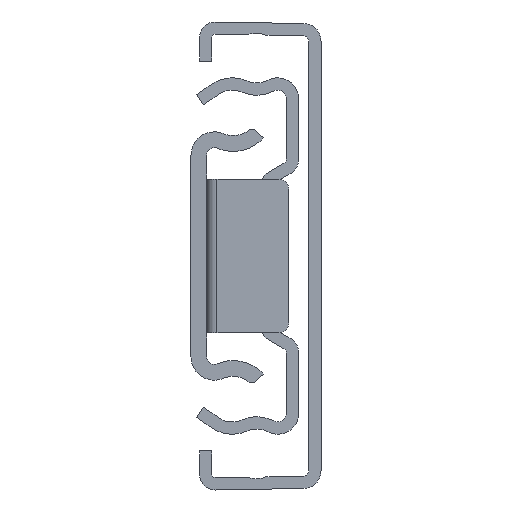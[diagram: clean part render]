
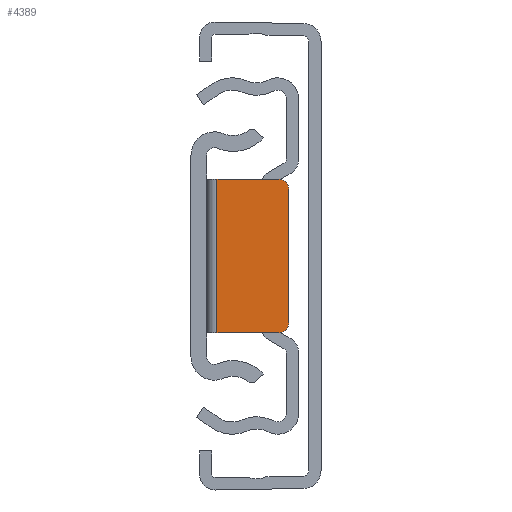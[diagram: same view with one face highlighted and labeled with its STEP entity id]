
A CAD part, left-side view. The second image highlights one B-rep face of the part: STEP entity #4389.
In plain terms, the highlighted face is planar.
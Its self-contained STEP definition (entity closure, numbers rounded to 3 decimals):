
#43 = LINE ( 'NONE', #4378, #291 ) ;
#133 = CARTESIAN_POINT ( 'NONE',  ( -7.5, -2.541, -1.5 ) ) ;
#291 = VECTOR ( 'NONE', #1115, 1000. ) ;
#648 = ORIENTED_EDGE ( 'NONE', *, *, #3285, .T. ) ;
#680 = DIRECTION ( 'NONE',  ( 0., 0., -1. ) ) ;
#742 = ORIENTED_EDGE ( 'NONE', *, *, #2373, .T. ) ;
#837 = VECTOR ( 'NONE', #3515, 1000. ) ;
#992 = VERTEX_POINT ( 'NONE', #1686 ) ;
#1000 = LINE ( 'NONE', #1034, #1073 ) ;
#1034 = CARTESIAN_POINT ( 'NONE',  ( 7.5, -9.541, -1.5 ) ) ;
#1073 = VECTOR ( 'NONE', #6568, 1000. ) ;
#1115 = DIRECTION ( 'NONE',  ( 0., 1., 0. ) ) ;
#1182 = ORIENTED_EDGE ( 'NONE', *, *, #2572, .T. ) ;
#1292 = ORIENTED_EDGE ( 'NONE', *, *, #5036, .F. ) ;
#1410 = VERTEX_POINT ( 'NONE', #6876 ) ;
#1686 = CARTESIAN_POINT ( 'NONE',  ( 6.5, -9.541, -1.5 ) ) ;
#1924 = CARTESIAN_POINT ( 'NONE',  ( 7.5, -8.541, -1.5 ) ) ;
#2075 = VERTEX_POINT ( 'NONE', #1924 ) ;
#2248 = DIRECTION ( 'NONE',  ( 0., 0., -1. ) ) ;
#2284 = AXIS2_PLACEMENT_3D ( 'NONE', #5052, #8093, #2452 ) ;
#2373 = EDGE_CURVE ( 'NONE', #2075, #992, #5540, .T. ) ;
#2452 = DIRECTION ( 'NONE',  ( 1., 0., 0. ) ) ;
#2572 = EDGE_CURVE ( 'NONE', #7906, #4507, #4599, .T. ) ;
#3285 = EDGE_CURVE ( 'NONE', #5441, #7906, #43, .T. ) ;
#3317 = VECTOR ( 'NONE', #7765, 1000. ) ;
#3515 = DIRECTION ( 'NONE',  ( 1., 0., 0. ) ) ;
#3516 = EDGE_CURVE ( 'NONE', #2075, #4507, #1000, .T. ) ;
#3545 = EDGE_LOOP ( 'NONE', ( #6959, #742, #1292, #3771, #648, #1182 ) ) ;
#3771 = ORIENTED_EDGE ( 'NONE', *, *, #3890, .T. ) ;
#3783 = CIRCLE ( 'NONE', #4836, 1. ) ;
#3890 = EDGE_CURVE ( 'NONE', #1410, #5441, #3783, .T. ) ;
#4181 = CARTESIAN_POINT ( 'NONE',  ( 6.5, -8.541, -1.5 ) ) ;
#4271 = CARTESIAN_POINT ( 'NONE',  ( -7.5, -8.541, -1.5 ) ) ;
#4378 = CARTESIAN_POINT ( 'NONE',  ( -7.5, -9.541, -1.5 ) ) ;
#4389 = ADVANCED_FACE ( 'NONE', ( #4967 ), #6827, .F. ) ;
#4507 = VERTEX_POINT ( 'NONE', #6450 ) ;
#4599 = LINE ( 'NONE', #6570, #3317 ) ;
#4673 = LINE ( 'NONE', #7837, #837 ) ;
#4836 = AXIS2_PLACEMENT_3D ( 'NONE', #5721, #680, #5065 ) ;
#4967 = FACE_OUTER_BOUND ( 'NONE', #3545, .T. ) ;
#5036 = EDGE_CURVE ( 'NONE', #1410, #992, #4673, .T. ) ;
#5052 = CARTESIAN_POINT ( 'NONE',  ( -7.5, -9.541, -1.5 ) ) ;
#5065 = DIRECTION ( 'NONE',  ( 1., 0., 0. ) ) ;
#5441 = VERTEX_POINT ( 'NONE', #4271 ) ;
#5540 = CIRCLE ( 'NONE', #6462, 1. ) ;
#5721 = CARTESIAN_POINT ( 'NONE',  ( -6.5, -8.541, -1.5 ) ) ;
#6450 = CARTESIAN_POINT ( 'NONE',  ( 7.5, -2.541, -1.5 ) ) ;
#6462 = AXIS2_PLACEMENT_3D ( 'NONE', #4181, #2248, #8011 ) ;
#6568 = DIRECTION ( 'NONE',  ( 0., 1., 0. ) ) ;
#6570 = CARTESIAN_POINT ( 'NONE',  ( 7.5, -2.541, -1.5 ) ) ;
#6827 = PLANE ( 'NONE',  #2284 ) ;
#6876 = CARTESIAN_POINT ( 'NONE',  ( -6.5, -9.541, -1.5 ) ) ;
#6959 = ORIENTED_EDGE ( 'NONE', *, *, #3516, .F. ) ;
#7765 = DIRECTION ( 'NONE',  ( 1., 0., 0. ) ) ;
#7837 = CARTESIAN_POINT ( 'NONE',  ( -7.5, -9.541, -1.5 ) ) ;
#7906 = VERTEX_POINT ( 'NONE', #133 ) ;
#8011 = DIRECTION ( 'NONE',  ( 1., 0., 0. ) ) ;
#8093 = DIRECTION ( 'NONE',  ( 0., 0., 1. ) ) ;
